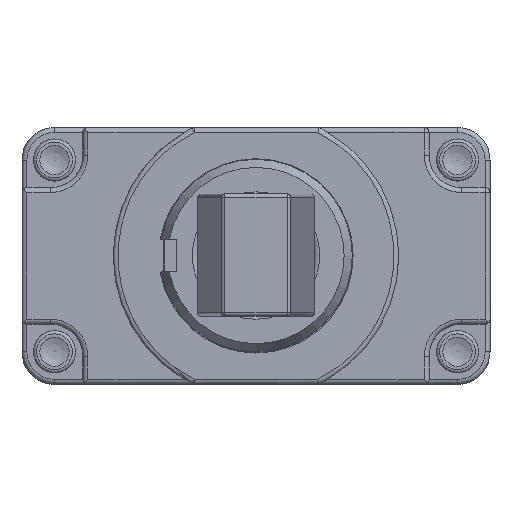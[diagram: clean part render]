
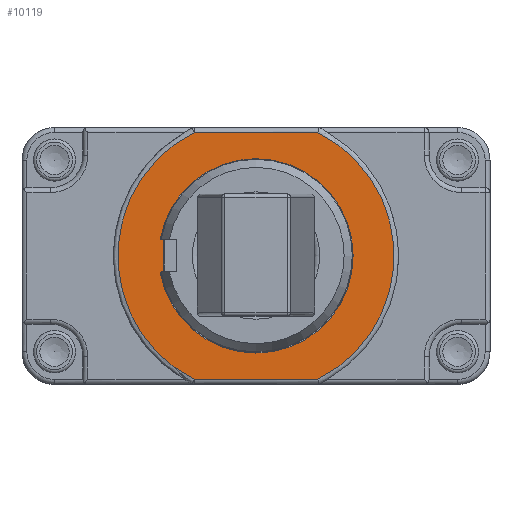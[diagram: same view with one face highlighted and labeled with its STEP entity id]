
A CAD part, top view. The second image highlights one B-rep face of the part: STEP entity #10119.
In plain terms, the highlighted planar face has unit normal (0, 0, 1).
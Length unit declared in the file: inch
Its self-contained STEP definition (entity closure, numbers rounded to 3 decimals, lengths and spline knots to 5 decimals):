
#123=FACE_BOUND('',#1899,.T.);
#359=CIRCLE('',#10943,0.33465);
#360=CIRCLE('',#10944,0.33465);
#361=CIRCLE('',#10945,0.23543);
#837=PLANE('',#10942);
#1283=FACE_OUTER_BOUND('',#1898,.T.);
#1898=EDGE_LOOP('',(#7703,#7704,#7705,#7706));
#1899=EDGE_LOOP('',(#7707,#7708,#7709,#7710));
#2635=LINE('',#17928,#3381);
#2636=LINE('',#17932,#3382);
#2637=LINE('',#17938,#3383);
#2638=LINE('',#17940,#3384);
#2639=LINE('',#17941,#3385);
#3381=VECTOR('',#12974,0.3937);
#3382=VECTOR('',#12977,0.3937);
#3383=VECTOR('',#12982,0.3937);
#3384=VECTOR('',#12983,0.3937);
#3385=VECTOR('',#12984,0.3937);
#4348=VERTEX_POINT('',#17926);
#4349=VERTEX_POINT('',#17927);
#4350=VERTEX_POINT('',#17929);
#4351=VERTEX_POINT('',#17931);
#4352=VERTEX_POINT('',#17934);
#4353=VERTEX_POINT('',#17935);
#4354=VERTEX_POINT('',#17937);
#4355=VERTEX_POINT('',#17939);
#5517=EDGE_CURVE('',#4348,#4349,#2635,.T.);
#5518=EDGE_CURVE('',#4350,#4348,#359,.T.);
#5519=EDGE_CURVE('',#4351,#4350,#2636,.T.);
#5520=EDGE_CURVE('',#4349,#4351,#360,.T.);
#5521=EDGE_CURVE('',#4352,#4353,#361,.T.);
#5522=EDGE_CURVE('',#4353,#4354,#2637,.T.);
#5523=EDGE_CURVE('',#4355,#4354,#2638,.T.);
#5524=EDGE_CURVE('',#4355,#4352,#2639,.T.);
#7703=ORIENTED_EDGE('',*,*,#5517,.F.);
#7704=ORIENTED_EDGE('',*,*,#5518,.F.);
#7705=ORIENTED_EDGE('',*,*,#5519,.F.);
#7706=ORIENTED_EDGE('',*,*,#5520,.F.);
#7707=ORIENTED_EDGE('',*,*,#5521,.T.);
#7708=ORIENTED_EDGE('',*,*,#5522,.T.);
#7709=ORIENTED_EDGE('',*,*,#5523,.F.);
#7710=ORIENTED_EDGE('',*,*,#5524,.T.);
#10119=ADVANCED_FACE('',(#1283,#123),#837,.T.);
#10942=AXIS2_PLACEMENT_3D('',#17925,#12972,#12973);
#10943=AXIS2_PLACEMENT_3D('',#17930,#12975,#12976);
#10944=AXIS2_PLACEMENT_3D('',#17933,#12978,#12979);
#10945=AXIS2_PLACEMENT_3D('',#17936,#12980,#12981);
#12972=DIRECTION('center_axis',(0.,0.,
1.));
#12973=DIRECTION('ref_axis',(-1.,0.,0.));
#12974=DIRECTION('',(-1.,0.,0.));
#12975=DIRECTION('center_axis',(0.,0.,
-1.));
#12976=DIRECTION('ref_axis',(1.,0.004,0.));
#12977=DIRECTION('',(1.,0.,0.));
#12978=DIRECTION('center_axis',(0.,0.,
-1.));
#12979=DIRECTION('ref_axis',(-1.,0.,0.));
#12980=DIRECTION('center_axis',(0.,0.,
-1.));
#12981=DIRECTION('ref_axis',(-1.,0.,0.));
#12982=DIRECTION('',(1.,0.,0.));
#12983=DIRECTION('',(0.,-1.,0.));
#12984=DIRECTION('',(-1.,0.,0.));
#17925=CARTESIAN_POINT('Origin',(0.,0.,
0.08661));
#17926=CARTESIAN_POINT('',(0.14987,-0.29921,0.08661));
#17927=CARTESIAN_POINT('',(-0.14987,-0.29921,0.08661));
#17928=CARTESIAN_POINT('',(0.24409,-0.29921,0.08661));
#17929=CARTESIAN_POINT('',(0.14987,0.29921,0.08661));
#17930=CARTESIAN_POINT('Origin',(0.,0.,
0.08661));
#17931=CARTESIAN_POINT('',(-0.14987,0.29921,0.08661));
#17932=CARTESIAN_POINT('',(-0.24409,0.29921,0.08661));
#17933=CARTESIAN_POINT('Origin',(0.,0.,
0.08661));
#17934=CARTESIAN_POINT('',(-0.23212,0.03937,0.08661));
#17935=CARTESIAN_POINT('',(-0.23212,-0.03937,0.08661));
#17936=CARTESIAN_POINT('Origin',(0.,0.,
0.08661));
#17937=CARTESIAN_POINT('',(-0.22441,-0.03937,0.08661));
#17938=CARTESIAN_POINT('',(-0.23543,-0.03937,0.08661));
#17939=CARTESIAN_POINT('',(-0.22441,0.03937,0.08661));
#17940=CARTESIAN_POINT('',(-0.22441,0.,0.08661));
#17941=CARTESIAN_POINT('',(-0.23543,0.03937,0.08661));
